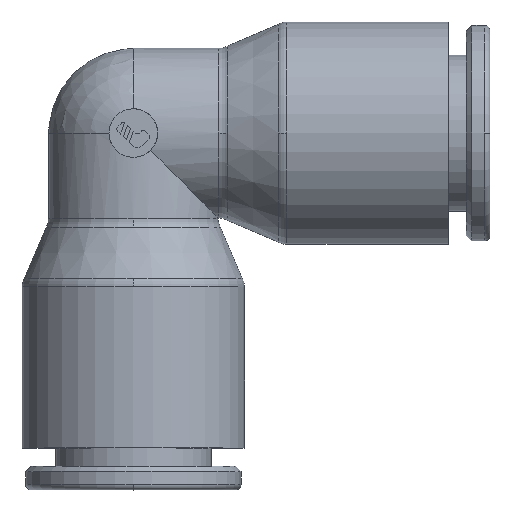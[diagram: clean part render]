
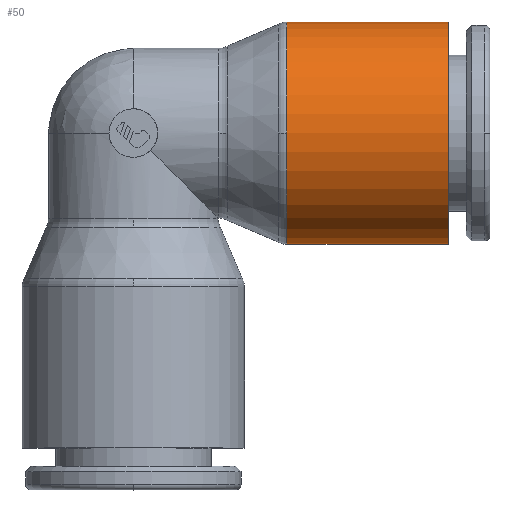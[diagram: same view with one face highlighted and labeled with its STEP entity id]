
A CAD part, top view. The second image highlights one B-rep face of the part: STEP entity #50.
In plain terms, the highlighted cylindrical face has radius 8 mm (diameter 16 mm), a partial arc.
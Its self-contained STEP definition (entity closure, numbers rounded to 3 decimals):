
#50=ADVANCED_FACE('',(#128),#129,.T.);
#128=FACE_OUTER_BOUND('',#283,.T.);
#129=CYLINDRICAL_SURFACE('',#284,8.0);
#283=EDGE_LOOP('',(#460,#461,#462,#463,#464));
#284=AXIS2_PLACEMENT_3D('',#465,#466,#467);
#460=ORIENTED_EDGE('',*,*,#1035,.F.);
#461=ORIENTED_EDGE('',*,*,#1036,.T.);
#462=ORIENTED_EDGE('',*,*,#1037,.T.);
#463=ORIENTED_EDGE('',*,*,#1038,.F.);
#464=ORIENTED_EDGE('',*,*,#1039,.F.);
#465=CARTESIAN_POINT('',(-5.8,0.0,0.0));
#466=DIRECTION('',(1.0,0.0,0.0));
#467=DIRECTION('',(0.0,1.0,0.0));
#1035=EDGE_CURVE('',#1234,#1235,#1236,.T.);
#1036=EDGE_CURVE('',#1234,#1237,#1238,.T.);
#1037=EDGE_CURVE('',#1237,#1239,#1240,.T.);
#1038=EDGE_CURVE('',#1241,#1239,#1242,.T.);
#1039=EDGE_CURVE('',#1235,#1241,#1243,.T.);
#1234=VERTEX_POINT('',#1546);
#1235=VERTEX_POINT('',#1547);
#1236=LINE('',#1548,#1549);
#1237=VERTEX_POINT('',#1550);
#1238=CIRCLE('',#1551,8.0);
#1239=VERTEX_POINT('',#1552);
#1240=CIRCLE('',#1553,8.0);
#1241=VERTEX_POINT('',#1554);
#1242=LINE('',#1555,#1556);
#1243=CIRCLE('',#1557,8.0);
#1546=CARTESIAN_POINT('',(-11.6,8.0,0.0));
#1547=CARTESIAN_POINT('',(0.,8.0,0.0));
#1548=CARTESIAN_POINT('',(-5.8,8.0,0.));
#1549=VECTOR('',#2079,1.0);
#1550=CARTESIAN_POINT('',(-11.6,0.,8.0));
#1551=AXIS2_PLACEMENT_3D('',#2080,#2081,#2082);
#1552=CARTESIAN_POINT('',(-11.6,-8.0,0.));
#1553=AXIS2_PLACEMENT_3D('',#2083,#2084,#2085);
#1554=CARTESIAN_POINT('',(0.,-8.0,0.));
#1555=CARTESIAN_POINT('',(-5.8,-8.0,0.));
#1556=VECTOR('',#2086,1.0);
#1557=AXIS2_PLACEMENT_3D('',#2087,#2088,#2089);
#2079=DIRECTION('',(1.0,0.0,0.0));
#2080=CARTESIAN_POINT('',(-11.6,0.0,0.0));
#2081=DIRECTION('',(1.0,0.0,0.0));
#2082=DIRECTION('',(0.0,1.0,0.0));
#2083=CARTESIAN_POINT('',(-11.6,0.0,0.0));
#2084=DIRECTION('',(1.0,0.0,0.0));
#2085=DIRECTION('',(0.0,1.0,0.0));
#2086=DIRECTION('',(-1.0,-0.0,-0.0));
#2087=CARTESIAN_POINT('',(0.,0.0,0.0));
#2088=DIRECTION('',(1.0,0.0,0.0));
#2089=DIRECTION('',(0.0,1.0,0.0));
